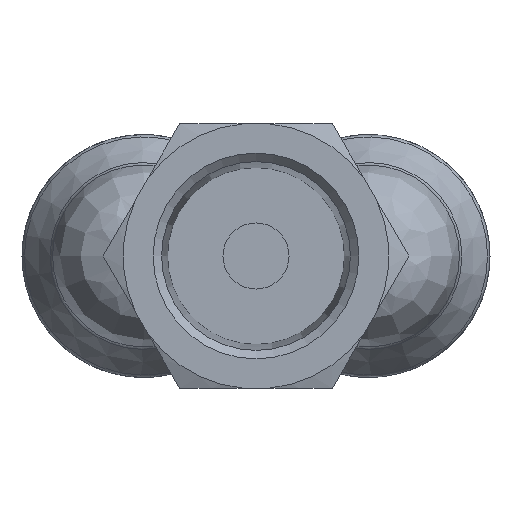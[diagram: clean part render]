
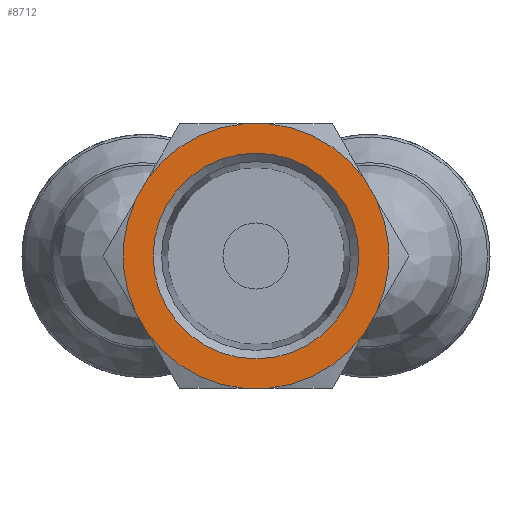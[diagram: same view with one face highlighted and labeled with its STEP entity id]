
A CAD part, front view. The second image highlights one B-rep face of the part: STEP entity #8712.
In plain terms, the highlighted face is planar.
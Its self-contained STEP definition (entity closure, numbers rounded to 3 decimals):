
#8568=CARTESIAN_POINT('',(-25.6,6.222,0.));
#8569=VERTEX_POINT('',#8568);
#8570=CARTESIAN_POINT('',(-25.6,0.,0.0));
#8571=DIRECTION('',(-1.0,0.0,0.0));
#8572=DIRECTION('',(0.0,-1.0,0.0));
#8573=AXIS2_PLACEMENT_3D('',#8570,#8571,#8572);
#8574=CIRCLE('',#8573,6.222);
#8575=EDGE_CURVE('',#8569,#8569,#8574,.T.);
#8600=CARTESIAN_POINT('',(-25.6,3.75,0.0));
#8601=DIRECTION('',(-1.0,0.0,0.0));
#8602=DIRECTION('',(0.0,0.0,1.0));
#8603=AXIS2_PLACEMENT_3D('',#8600,#8601,#8602);
#8604=PLANE('',#8603);
#8605=CARTESIAN_POINT('',(-25.6,-0.777,-8.));
#8606=VERTEX_POINT('',#8605);
#8607=CARTESIAN_POINT('',(-25.6,-6.54,-4.673));
#8608=VERTEX_POINT('',#8607);
#8609=CARTESIAN_POINT('',(-25.6,0.,0.0));
#8610=DIRECTION('',(-1.0,0.0,0.0));
#8611=DIRECTION('',(0.0,1.0,0.0));
#8612=AXIS2_PLACEMENT_3D('',#8609,#8610,#8611);
#8613=CIRCLE('',#8612,8.038);
#8614=EDGE_CURVE('',#8606,#8608,#8613,.T.);
#8615=ORIENTED_EDGE('',*,*,#8614,.T.);
#8616=CARTESIAN_POINT('',(-25.6,-7.316,-3.327));
#8617=VERTEX_POINT('',#8616);
#8618=CARTESIAN_POINT('',(-25.6,-7.316,-3.327));
#8619=DIRECTION('',(0.0,0.5,-0.866));
#8620=VECTOR('',#8619,1.553);
#8621=LINE('',#8618,#8620);
#8622=EDGE_CURVE('',#8617,#8608,#8621,.T.);
#8623=ORIENTED_EDGE('',*,*,#8622,.F.);
#8624=CARTESIAN_POINT('',(-25.6,-7.316,3.327));
#8625=VERTEX_POINT('',#8624);
#8626=CARTESIAN_POINT('',(-25.6,0.,0.0));
#8627=DIRECTION('',(-1.0,0.0,0.0));
#8628=DIRECTION('',(0.0,1.0,0.0));
#8629=AXIS2_PLACEMENT_3D('',#8626,#8627,#8628);
#8630=CIRCLE('',#8629,8.038);
#8631=EDGE_CURVE('',#8617,#8625,#8630,.T.);
#8632=ORIENTED_EDGE('',*,*,#8631,.T.);
#8633=CARTESIAN_POINT('',(-25.6,-6.54,4.673));
#8634=VERTEX_POINT('',#8633);
#8635=CARTESIAN_POINT('',(-25.6,-6.54,4.673));
#8636=DIRECTION('',(0.0,-0.5,-0.866));
#8637=VECTOR('',#8636,1.553);
#8638=LINE('',#8635,#8637);
#8639=EDGE_CURVE('',#8634,#8625,#8638,.T.);
#8640=ORIENTED_EDGE('',*,*,#8639,.F.);
#8641=CARTESIAN_POINT('',(-25.6,-0.777,8.0));
#8642=VERTEX_POINT('',#8641);
#8643=CARTESIAN_POINT('',(-25.6,0.,0.0));
#8644=DIRECTION('',(-1.0,0.0,0.0));
#8645=DIRECTION('',(0.0,1.0,0.0));
#8646=AXIS2_PLACEMENT_3D('',#8643,#8644,#8645);
#8647=CIRCLE('',#8646,8.038);
#8648=EDGE_CURVE('',#8634,#8642,#8647,.T.);
#8649=ORIENTED_EDGE('',*,*,#8648,.T.);
#8650=CARTESIAN_POINT('',(-25.6,0.777,8.0));
#8651=VERTEX_POINT('',#8650);
#8652=CARTESIAN_POINT('',(-25.6,0.777,8.0));
#8653=DIRECTION('',(0.0,-1.0,0.0));
#8654=VECTOR('',#8653,1.553);
#8655=LINE('',#8652,#8654);
#8656=EDGE_CURVE('',#8651,#8642,#8655,.T.);
#8657=ORIENTED_EDGE('',*,*,#8656,.F.);
#8658=CARTESIAN_POINT('',(-25.6,6.54,4.673));
#8659=VERTEX_POINT('',#8658);
#8660=CARTESIAN_POINT('',(-25.6,0.,0.0));
#8661=DIRECTION('',(-1.0,0.0,0.0));
#8662=DIRECTION('',(0.0,1.0,0.0));
#8663=AXIS2_PLACEMENT_3D('',#8660,#8661,#8662);
#8664=CIRCLE('',#8663,8.038);
#8665=EDGE_CURVE('',#8651,#8659,#8664,.T.);
#8666=ORIENTED_EDGE('',*,*,#8665,.T.);
#8667=CARTESIAN_POINT('',(-25.6,7.316,3.327));
#8668=VERTEX_POINT('',#8667);
#8669=CARTESIAN_POINT('',(-25.6,7.316,3.327));
#8670=DIRECTION('',(0.0,-0.5,0.866));
#8671=VECTOR('',#8670,1.553);
#8672=LINE('',#8669,#8671);
#8673=EDGE_CURVE('',#8668,#8659,#8672,.T.);
#8674=ORIENTED_EDGE('',*,*,#8673,.F.);
#8675=CARTESIAN_POINT('',(-25.6,7.316,-3.327));
#8676=VERTEX_POINT('',#8675);
#8677=CARTESIAN_POINT('',(-25.6,0.,0.0));
#8678=DIRECTION('',(-1.0,0.0,0.0));
#8679=DIRECTION('',(0.0,1.0,0.0));
#8680=AXIS2_PLACEMENT_3D('',#8677,#8678,#8679);
#8681=CIRCLE('',#8680,8.038);
#8682=EDGE_CURVE('',#8668,#8676,#8681,.T.);
#8683=ORIENTED_EDGE('',*,*,#8682,.T.);
#8684=CARTESIAN_POINT('',(-25.6,6.54,-4.673));
#8685=VERTEX_POINT('',#8684);
#8686=CARTESIAN_POINT('',(-25.6,6.54,-4.673));
#8687=DIRECTION('',(0.0,0.5,0.866));
#8688=VECTOR('',#8687,1.553);
#8689=LINE('',#8686,#8688);
#8690=EDGE_CURVE('',#8685,#8676,#8689,.T.);
#8691=ORIENTED_EDGE('',*,*,#8690,.F.);
#8692=CARTESIAN_POINT('',(-25.6,0.777,-8.));
#8693=VERTEX_POINT('',#8692);
#8694=CARTESIAN_POINT('',(-25.6,0.,0.0));
#8695=DIRECTION('',(-1.0,0.0,0.0));
#8696=DIRECTION('',(0.0,1.0,0.0));
#8697=AXIS2_PLACEMENT_3D('',#8694,#8695,#8696);
#8698=CIRCLE('',#8697,8.038);
#8699=EDGE_CURVE('',#8685,#8693,#8698,.T.);
#8700=ORIENTED_EDGE('',*,*,#8699,.T.);
#8701=CARTESIAN_POINT('',(-25.6,-0.777,-8.));
#8702=DIRECTION('',(0.0,1.0,0.0));
#8703=VECTOR('',#8702,1.553);
#8704=LINE('',#8701,#8703);
#8705=EDGE_CURVE('',#8606,#8693,#8704,.T.);
#8706=ORIENTED_EDGE('',*,*,#8705,.F.);
#8707=EDGE_LOOP('',(#8615,#8623,#8632,#8640,#8649,#8657,#8666,#8674,#8683,#8691,#8700,#8706));
#8708=FACE_OUTER_BOUND('',#8707,.T.);
#8709=ORIENTED_EDGE('',*,*,#8575,.F.);
#8710=EDGE_LOOP('',(#8709));
#8711=FACE_BOUND('',#8710,.T.);
#8712=ADVANCED_FACE('',(#8708,#8711),#8604,.T.);
